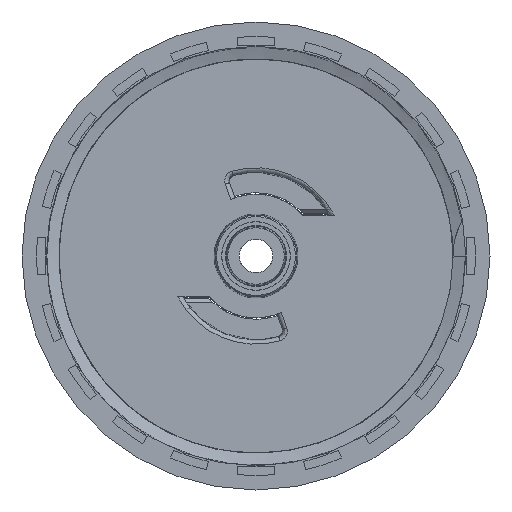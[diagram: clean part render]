
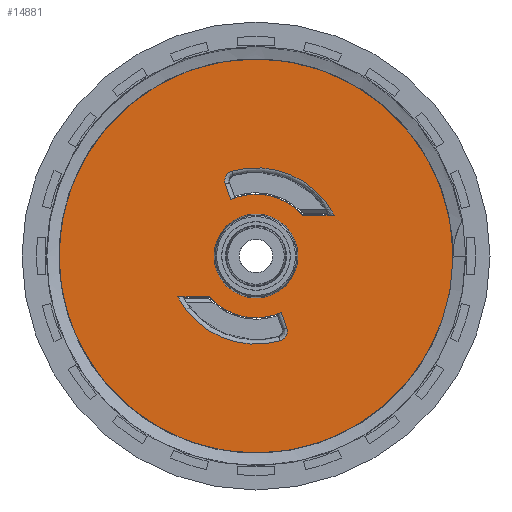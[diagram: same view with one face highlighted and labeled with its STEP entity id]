
A CAD part, front view. The second image highlights one B-rep face of the part: STEP entity #14881.
In plain terms, the highlighted planar face has unit normal (0, -1, 0).
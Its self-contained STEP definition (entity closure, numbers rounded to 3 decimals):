
#4898=CARTESIAN_POINT('',(0.,203.,0.));
#4899=DIRECTION('',(0.,-1.,0.));
#4900=DIRECTION('',(0.,0.,1.));
#4901=AXIS2_PLACEMENT_3D('',#4898,#4899,#4900);
#4906=CARTESIAN_POINT('',(0.,203.,0.));
#4907=DIRECTION('',(0.,-1.,0.));
#4908=DIRECTION('',(0.,0.,-1.));
#4909=AXIS2_PLACEMENT_3D('',#4906,#4907,#4908);
#4914=CARTESIAN_POINT('',(0.,203.,0.));
#4915=DIRECTION('',(0.,1.,0.));
#4916=DIRECTION('',(-1.,0.,0.));
#4917=AXIS2_PLACEMENT_3D('',#4914,#4915,#4916);
#4922=CARTESIAN_POINT('',(0.,203.,0.));
#4923=DIRECTION('',(0.,1.,0.));
#4924=DIRECTION('',(1.,0.,0.));
#4925=AXIS2_PLACEMENT_3D('',#4922,#4923,#4924);
#4930=CARTESIAN_POINT('',(0.,203.,0.));
#4931=DIRECTION('',(0.,1.,0.));
#4932=DIRECTION('',(-0.272,0.,0.962));
#4933=AXIS2_PLACEMENT_3D('',#4930,#4931,#4932);
#4938=CARTESIAN_POINT('',(-3.665,203.,8.555));
#4939=CARTESIAN_POINT('',(-3.703,203.,8.661));
#4940=CARTESIAN_POINT('',(-3.748,203.,8.872));
#4941=CARTESIAN_POINT('',(-3.728,203.,9.202));
#4942=CARTESIAN_POINT('',(-3.627,203.,9.495));
#4943=CARTESIAN_POINT('',(-3.48,203.,9.722));
#4944=CARTESIAN_POINT('',(-3.312,203.,9.891));
#4945=CARTESIAN_POINT('',(-3.121,203.,10.024));
#4946=CARTESIAN_POINT('',(-2.955,203.,10.094));
#4947=CARTESIAN_POINT('',(-2.864,203.,10.12));
#4952=DIRECTION('',(-0.342,0.,0.94));
#4953=VECTOR('',#4952,1.937);
#4954=CARTESIAN_POINT('',(-3.002,203.,6.735));
#4955=LINE('',#4954,#4953);
#4959=CARTESIAN_POINT('',(0.,203.,0.));
#4960=DIRECTION('',(0.,1.,0.));
#4961=DIRECTION('',(0.272,0.,-0.962));
#4962=AXIS2_PLACEMENT_3D('',#4959,#4960,#4961);
#4967=CARTESIAN_POINT('',(3.665,203.,-8.555));
#4968=CARTESIAN_POINT('',(3.703,203.,-8.66));
#4969=CARTESIAN_POINT('',(3.748,203.,-8.872));
#4970=CARTESIAN_POINT('',(3.729,203.,-9.203));
#4971=CARTESIAN_POINT('',(3.621,203.,-9.514));
#4972=CARTESIAN_POINT('',(3.434,203.,-9.786));
#4973=CARTESIAN_POINT('',(3.17,203.,-10.003));
#4974=CARTESIAN_POINT('',(2.972,203.,-10.09));
#4975=CARTESIAN_POINT('',(2.864,203.,-10.12));
#4980=DIRECTION('',(0.342,0.,-0.94));
#4981=VECTOR('',#4980,1.937);
#4982=CARTESIAN_POINT('',(3.002,203.,-6.735));
#4983=LINE('',#4982,#4981);
#5484=DIRECTION('',(-1.,0.,0.));
#5485=VECTOR('',#5484,3.787);
#5486=CARTESIAN_POINT('',(9.32,203.,4.874));
#5487=LINE('',#5486,#5485);
#5491=CARTESIAN_POINT('',(5.533,203.,4.874));
#5501=CARTESIAN_POINT('',(0.,203.,0.));
#5502=DIRECTION('',(0.,-1.,0.));
#5503=DIRECTION('',(0.75,0.,0.661));
#5504=AXIS2_PLACEMENT_3D('',#5501,#5502,#5503);
#6141=DIRECTION('',(1.,0.,0.));
#6142=VECTOR('',#6141,3.787);
#6143=CARTESIAN_POINT('',(-9.32,203.,-4.874));
#6144=LINE('',#6143,#6142);
#6148=CARTESIAN_POINT('',(-5.533,203.,-4.874));
#6158=CARTESIAN_POINT('',(0.,203.,0.));
#6159=DIRECTION('',(0.,-1.,0.));
#6160=DIRECTION('',(-0.75,0.,-0.661));
#6161=AXIS2_PLACEMENT_3D('',#6158,#6159,#6160);
#9683=CARTESIAN_POINT('',(5.,203.,0.));
#9684=CARTESIAN_POINT('',(-5.,203.,0.));
#9685=VERTEX_POINT('',#9683);
#9686=VERTEX_POINT('',#9684);
#10675=CARTESIAN_POINT('',(0.,203.,-23.5));
#10676=VERTEX_POINT('',#10675);
#10679=CARTESIAN_POINT('',(0.,203.,23.5));
#10680=VERTEX_POINT('',#10679);
#10747=VERTEX_POINT('',#5491);
#10749=VERTEX_POINT('',#6148);
#10755=CARTESIAN_POINT('',(-2.864,203.,10.12));
#10756=CARTESIAN_POINT('',(9.32,203.,4.874));
#10757=VERTEX_POINT('',#10755);
#10758=VERTEX_POINT('',#10756);
#10759=VERTEX_POINT('',#4938);
#10761=CARTESIAN_POINT('',(-3.002,203.,6.735));
#10762=VERTEX_POINT('',#10761);
#10769=CARTESIAN_POINT('',(2.864,203.,-10.12));
#10770=CARTESIAN_POINT('',(-9.32,203.,-4.874));
#10771=VERTEX_POINT('',#10769);
#10772=VERTEX_POINT('',#10770);
#10773=VERTEX_POINT('',#4967);
#10775=CARTESIAN_POINT('',(3.002,203.,-6.735));
#10776=VERTEX_POINT('',#10775);
#14842=CARTESIAN_POINT('',(0.,203.,0.));
#14843=DIRECTION('',(0.,1.,0.));
#14844=DIRECTION('',(-1.,0.,0.));
#14845=AXIS2_PLACEMENT_3D('',#14842,#14843,#14844);
#14846=PLANE('',#14845);
#14847=ORIENTED_EDGE('',*,*,#14494,.F.);
#14848=ORIENTED_EDGE('',*,*,#14475,.F.);
#14849=EDGE_LOOP('',(#14847,#14848));
#14850=FACE_OUTER_BOUND('',#14849,.F.);
#14852=ORIENTED_EDGE('',*,*,#14851,.F.);
#14854=ORIENTED_EDGE('',*,*,#14853,.F.);
#14855=EDGE_LOOP('',(#14852,#14854));
#14856=FACE_BOUND('',#14855,.F.);
#14858=ORIENTED_EDGE('',*,*,#14857,.F.);
#14860=ORIENTED_EDGE('',*,*,#14859,.F.);
#14862=ORIENTED_EDGE('',*,*,#14861,.F.);
#14864=ORIENTED_EDGE('',*,*,#14863,.F.);
#14866=ORIENTED_EDGE('',*,*,#14865,.F.);
#14867=EDGE_LOOP('',(#14858,#14860,#14862,#14864,#14866));
#14868=FACE_BOUND('',#14867,.F.);
#14870=ORIENTED_EDGE('',*,*,#14869,.F.);
#14872=ORIENTED_EDGE('',*,*,#14871,.F.);
#14874=ORIENTED_EDGE('',*,*,#14873,.F.);
#14876=ORIENTED_EDGE('',*,*,#14875,.F.);
#14878=ORIENTED_EDGE('',*,*,#14877,.F.);
#14879=EDGE_LOOP('',(#14870,#14872,#14874,#14876,#14878));
#14880=FACE_BOUND('',#14879,.F.);
#4902=CIRCLE('',#4901,23.5);
#4910=CIRCLE('',#4909,23.5);
#4918=CIRCLE('',#4917,5.);
#4926=CIRCLE('',#4925,5.);
#4934=CIRCLE('',#4933,10.518);
#4948=B_SPLINE_CURVE_WITH_KNOTS('',3,(#4938,#4939,#4940,#4941,#4942,#4943,#4944,
#4945,#4946,#4947),.UNSPECIFIED.,.F.,.F.,(4,1,1,1,1,1,1,4),(0.,
0.143,0.286,0.429,0.571,
0.714,0.857,1.),.UNSPECIFIED.);
#4963=CIRCLE('',#4962,10.518);
#4976=B_SPLINE_CURVE_WITH_KNOTS('',3,(#4967,#4968,#4969,#4970,#4971,#4972,#4973,
#4974,#4975),.UNSPECIFIED.,.F.,.F.,(4,1,1,1,1,1,4),(0.,0.167,
0.333,0.5,0.667,0.833,1.),
.UNSPECIFIED.);
#5505=CIRCLE('',#5504,7.374);
#6162=CIRCLE('',#6161,7.374);
#14475=EDGE_CURVE('',#10676,#10680,#4910,.T.);
#14494=EDGE_CURVE('',#10680,#10676,#4902,.T.);
#14851=EDGE_CURVE('',#9686,#9685,#4918,.T.);
#14853=EDGE_CURVE('',#9685,#9686,#4926,.T.);
#14857=EDGE_CURVE('',#10757,#10758,#4934,.T.);
#14859=EDGE_CURVE('',#10759,#10757,#4948,.T.);
#14861=EDGE_CURVE('',#10762,#10759,#4955,.T.);
#14863=EDGE_CURVE('',#10747,#10762,#5505,.T.);
#14865=EDGE_CURVE('',#10758,#10747,#5487,.T.);
#14869=EDGE_CURVE('',#10771,#10772,#4963,.T.);
#14871=EDGE_CURVE('',#10773,#10771,#4976,.T.);
#14873=EDGE_CURVE('',#10776,#10773,#4983,.T.);
#14875=EDGE_CURVE('',#10749,#10776,#6162,.T.);
#14877=EDGE_CURVE('',#10772,#10749,#6144,.T.);
#14881=ADVANCED_FACE('',(#14850,#14856,#14868,#14880),#14846,.F.);
